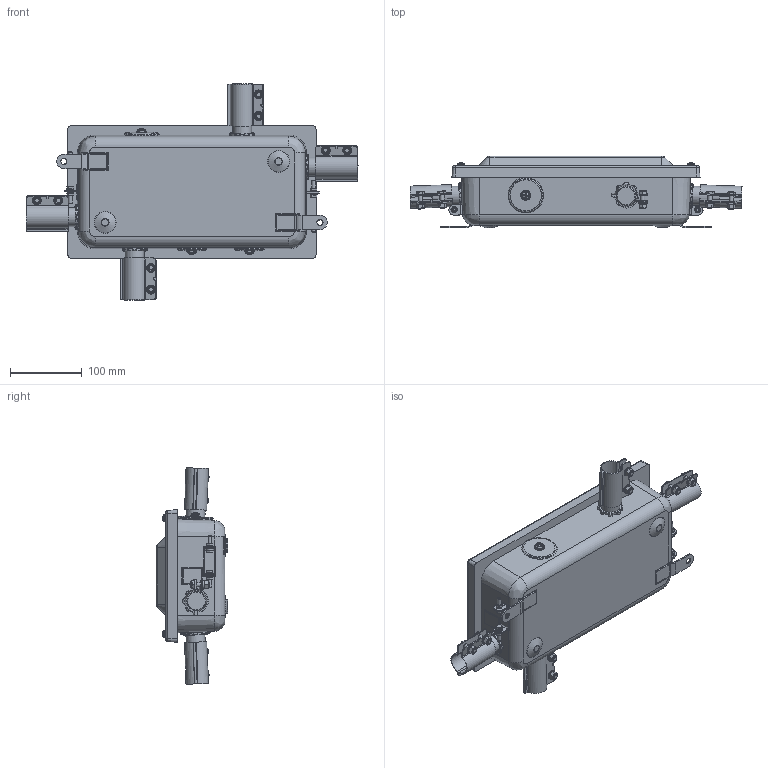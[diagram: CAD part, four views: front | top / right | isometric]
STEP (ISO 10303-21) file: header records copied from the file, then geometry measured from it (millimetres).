
FILE_DESCRIPTION(/* description */ (''),/* implementation_level */ '2;1');
FILE_NAME(/* name */ '',/* time_stamp */ '2025-07-21T14:10:00+07:00',/* author */ ('zeta-72'),/* organization */ (''),/* preprocessor_version */ 'ST-DEVELOPER v19.2',/* originating_system */ 'Autodesk Inventor 2024',/* authorisation */ '');
FILE_SCHEMA (('AUTOMOTIVE_DESIGN { 1 0 10303 214 3 1 1 }'));
Length unit declared in the file: millimetre
Products named in the file (1): Коробка клеммная 
ККМТ-20 IP31 (zeta30371)
Bounding box: 462.8 x 100 x 301.82 mm (x, y, z)
Volume: 4612333.2 mm3; surface area: 302062.1 mm2
Topology: 1 solids, 1 shells, 1310 faces, 3359 edges, 2222 vertices
Faces by surface type: plane 551, cylinder 438, cone 161, torus 125, bspline 24, sphere 11
Full cylindrical faces by diameter (mm): 5 x8, 6 x24, 6.7 x4, 8.5 x2, 10 x8, 12.5 x8, 14 x3, 26.441 x8, 36 x2, 44 x1
Entity records: 44733 total; most frequent: CARTESIAN_POINT 12623, ORIENTED_EDGE 6610, DIRECTION 6203, EDGE_CURVE 3305, AXIS2_PLACEMENT_3D 2438, VERTEX_POINT 2076, EDGE_LOOP 1497, STYLED_ITEM 1333
